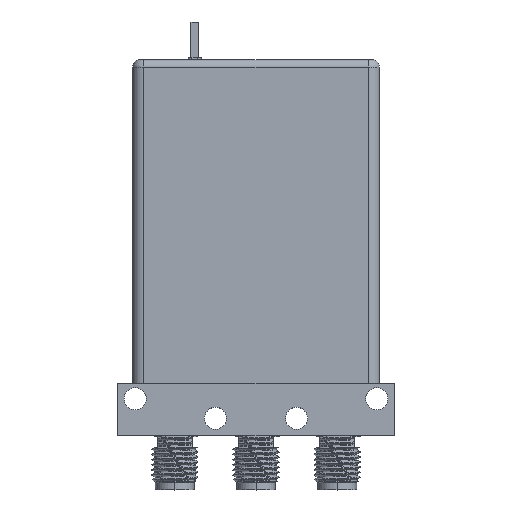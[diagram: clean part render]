
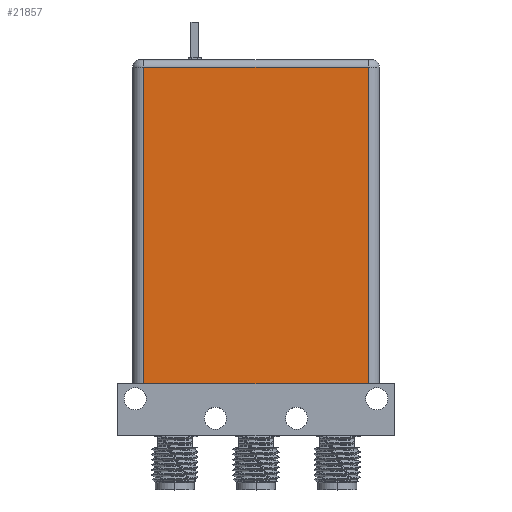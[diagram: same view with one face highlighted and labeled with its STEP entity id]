
A CAD part, top view. The second image highlights one B-rep face of the part: STEP entity #21857.
In plain terms, the highlighted planar face has unit normal (0, 0, 1).
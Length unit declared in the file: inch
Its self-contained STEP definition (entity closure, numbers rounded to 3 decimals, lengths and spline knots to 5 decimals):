
#39 = VECTOR ( 'NONE', #17589, 39.37008 ) ;
#123 = LINE ( 'NONE', #25029, #39 ) ;
#290 = LINE ( 'NONE', #20017, #1927 ) ;
#1276 = EDGE_CURVE ( 'NONE', #10972, #8113, #123, .T. ) ;
#1927 = VECTOR ( 'NONE', #14519, 39.37008 ) ;
#2548 = CARTESIAN_POINT ( 'NONE',  ( 0.608, 1.72, 0.25 ) ) ;
#3524 = EDGE_CURVE ( 'NONE', #23989, #10972, #22527, .T. ) ;
#5032 = CARTESIAN_POINT ( 'NONE',  ( 0.608, 1.76, 0.25 ) ) ;
#6495 = ORIENTED_EDGE ( 'NONE', *, *, #28044, .T. ) ;
#6583 = CARTESIAN_POINT ( 'NONE',  ( -0.608, 1.76, 0.25 ) ) ;
#6749 = DIRECTION ( 'NONE',  ( 0., -1., 0. ) ) ;
#7356 = CARTESIAN_POINT ( 'NONE',  ( 0.608, 0., 0.25 ) ) ;
#8113 = VERTEX_POINT ( 'NONE', #29910 ) ;
#8312 = EDGE_CURVE ( 'NONE', #8113, #20369, #11598, .T. ) ;
#8700 = PLANE ( 'NONE',  #23627 ) ;
#10972 = VERTEX_POINT ( 'NONE', #2548 ) ;
#11134 = CARTESIAN_POINT ( 'NONE',  ( 0.67, 1.76, 0.25 ) ) ;
#11598 = LINE ( 'NONE', #6583, #24138 ) ;
#11738 = ORIENTED_EDGE ( 'NONE', *, *, #1276, .T. ) ;
#14519 = DIRECTION ( 'NONE',  ( 1., 0., 0. ) ) ;
#14910 = EDGE_LOOP ( 'NONE', ( #6495, #23842, #11738, #27005 ) ) ;
#15482 = VECTOR ( 'NONE', #29627, 39.37008 ) ;
#15669 = DIRECTION ( 'NONE',  ( 0., 0., -1. ) ) ;
#17589 = DIRECTION ( 'NONE',  ( -1., 0., 0. ) ) ;
#20017 = CARTESIAN_POINT ( 'NONE',  ( 0.67, 0., 0.25 ) ) ;
#20369 = VERTEX_POINT ( 'NONE', #26746 ) ;
#21857 = ADVANCED_FACE ( 'NONE', ( #30386 ), #8700, .F. ) ;
#22527 = LINE ( 'NONE', #5032, #15482 ) ;
#23627 = AXIS2_PLACEMENT_3D ( 'NONE', #11134, #15669, #30550 ) ;
#23842 = ORIENTED_EDGE ( 'NONE', *, *, #3524, .T. ) ;
#23989 = VERTEX_POINT ( 'NONE', #7356 ) ;
#24138 = VECTOR ( 'NONE', #6749, 39.37008 ) ;
#25029 = CARTESIAN_POINT ( 'NONE',  ( -0.67, 1.72, 0.25 ) ) ;
#26746 = CARTESIAN_POINT ( 'NONE',  ( -0.608, 0., 0.25 ) ) ;
#27005 = ORIENTED_EDGE ( 'NONE', *, *, #8312, .T. ) ;
#28044 = EDGE_CURVE ( 'NONE', #20369, #23989, #290, .T. ) ;
#29627 = DIRECTION ( 'NONE',  ( 0., 1., 0. ) ) ;
#29910 = CARTESIAN_POINT ( 'NONE',  ( -0.608, 1.72, 0.25 ) ) ;
#30386 = FACE_OUTER_BOUND ( 'NONE', #14910, .T. ) ;
#30550 = DIRECTION ( 'NONE',  ( -1., 0., 0. ) ) ;
